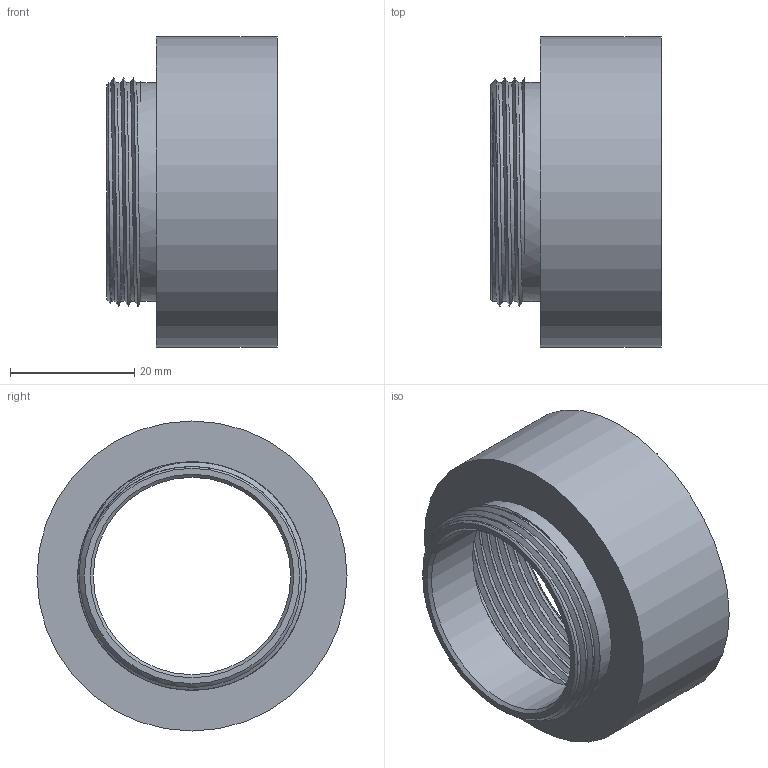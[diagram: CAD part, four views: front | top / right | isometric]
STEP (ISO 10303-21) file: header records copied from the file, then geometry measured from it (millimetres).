
FILE_DESCRIPTION(/* description */ ('Erweiterungen rund PG 29 / PG 36'),/* implementation_level */ '2;1');
FILE_NAME(/* name */ '62062936-RST.stp',/* time_stamp */ '2020-07-28T08:52:06+02:00',/* author */ ('sl'),/* organization */ (''),/* preprocessor_version */ 'ST-DEVELOPER v16.5',/* originating_system */ 'Autodesk Inventor 2017',/* authorisation */ '');
FILE_SCHEMA (('AUTOMOTIVE_DESIGN { 1 0 10303 214 3 1 1 }'));
Length unit declared in the file: millimetre
Products named in the file (1): 62062936
Bounding box: 27.5 x 50 x 50 mm (x, y, z)
Volume: 8739.3 mm3; surface area: 10953.8 mm2
Topology: 1 solids, 1 shells, 30 faces, 77 edges, 51 vertices
Faces by surface type: cylinder 17, plane 6, bspline 4, cone 3
Full cylindrical faces by diameter (mm): 31.8 x1, 35.31 x3, 45.52 x8, 50 x1
Entity records: 2635 total; most frequent: CARTESIAN_POINT 2240, ORIENTED_EDGE 66, DIRECTION 66, EDGE_CURVE 33, AXIS2_PLACEMENT_3D 33, EDGE_LOOP 30, VERTEX_POINT 25, FACE_OUTER_BOUND 19
